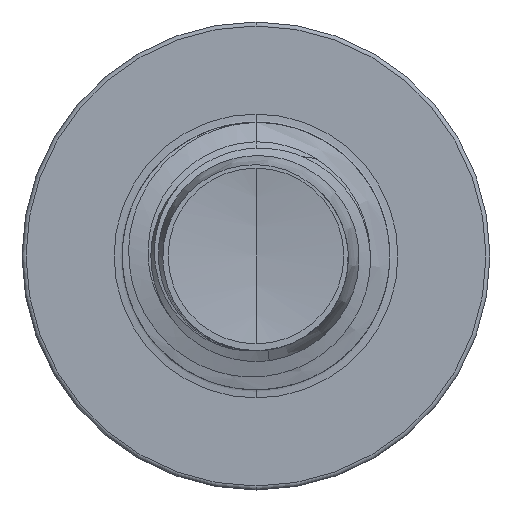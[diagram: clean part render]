
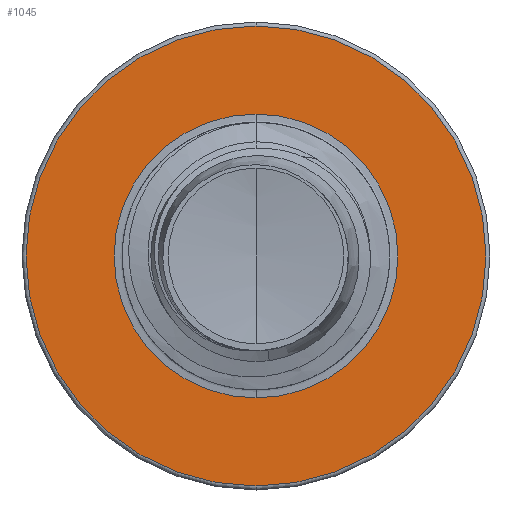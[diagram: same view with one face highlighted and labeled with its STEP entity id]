
A CAD part, front view. The second image highlights one B-rep face of the part: STEP entity #1045.
In plain terms, the highlighted planar face has unit normal (0, -1, 0).
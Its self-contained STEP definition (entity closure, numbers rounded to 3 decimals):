
#613 = EDGE_CURVE ( 'NONE', #20610, #7535, #12872, .T. ) ;
#993 = AXIS2_PLACEMENT_3D ( 'NONE', #20112, #32856, #33257 ) ;
#1035 = VERTEX_POINT ( 'NONE', #23005 ) ;
#1045 = ADVANCED_FACE ( 'NONE', ( #27968, #10813 ), #22157, .F. ) ;
#4634 = ORIENTED_EDGE ( 'NONE', *, *, #24700, .T. ) ;
#7535 = VERTEX_POINT ( 'NONE', #22527 ) ;
#8431 = DIRECTION ( 'NONE',  ( 0., 0., 1. ) ) ;
#8434 = DIRECTION ( 'NONE',  ( 0., 1., 0. ) ) ;
#8479 = CARTESIAN_POINT ( 'NONE',  ( 0., 30., 0. ) ) ;
#8581 = EDGE_CURVE ( 'NONE', #1035, #9727, #40185, .T. ) ;
#8648 = EDGE_LOOP ( 'NONE', ( #4634, #28807 ) ) ;
#9727 = VERTEX_POINT ( 'NONE', #39664 ) ;
#10813 = FACE_BOUND ( 'NONE', #8648, .T. ) ;
#10885 = CARTESIAN_POINT ( 'NONE',  ( 0., 30., 5.16 ) ) ;
#11559 = CARTESIAN_POINT ( 'NONE',  ( 0., 30., 0. ) ) ;
#12872 = CIRCLE ( 'NONE', #21564, 5.16 ) ;
#13518 = ORIENTED_EDGE ( 'NONE', *, *, #38300, .F. ) ;
#14832 = DIRECTION ( 'NONE',  ( 0., 0., 1. ) ) ;
#18395 = CARTESIAN_POINT ( 'NONE',  ( 0., 30., 0. ) ) ;
#20112 = CARTESIAN_POINT ( 'NONE',  ( 0., 30., -3.186 ) ) ;
#20610 = VERTEX_POINT ( 'NONE', #10885 ) ;
#21564 = AXIS2_PLACEMENT_3D ( 'NONE', #39912, #39992, #40165 ) ;
#21623 = DIRECTION ( 'NONE',  ( 0., 0., 1. ) ) ;
#22157 = PLANE ( 'NONE',  #993 ) ;
#22527 = CARTESIAN_POINT ( 'NONE',  ( 0., 30., -5.16 ) ) ;
#23005 = CARTESIAN_POINT ( 'NONE',  ( 0., 30., -3.186 ) ) ;
#23275 = AXIS2_PLACEMENT_3D ( 'NONE', #8479, #8434, #8431 ) ;
#24700 = EDGE_CURVE ( 'NONE', #9727, #1035, #30026, .T. ) ;
#25955 = EDGE_LOOP ( 'NONE', ( #31152, #13518 ) ) ;
#27968 = FACE_OUTER_BOUND ( 'NONE', #25955, .T. ) ;
#28035 = CIRCLE ( 'NONE', #29229, 5.16 ) ;
#28807 = ORIENTED_EDGE ( 'NONE', *, *, #8581, .T. ) ;
#29229 = AXIS2_PLACEMENT_3D ( 'NONE', #11559, #33790, #14832 ) ;
#30026 = CIRCLE ( 'NONE', #31482, 3.186 ) ;
#31152 = ORIENTED_EDGE ( 'NONE', *, *, #613, .F. ) ;
#31482 = AXIS2_PLACEMENT_3D ( 'NONE', #18395, #40171, #21623 ) ;
#32856 = DIRECTION ( 'NONE',  ( 0., 1., 0. ) ) ;
#33257 = DIRECTION ( 'NONE',  ( 0., 0., 1. ) ) ;
#33790 = DIRECTION ( 'NONE',  ( 0., 1., 0. ) ) ;
#38300 = EDGE_CURVE ( 'NONE', #7535, #20610, #28035, .T. ) ;
#39664 = CARTESIAN_POINT ( 'NONE',  ( 0., 30., 3.186 ) ) ;
#39912 = CARTESIAN_POINT ( 'NONE',  ( 0., 30., 0. ) ) ;
#39992 = DIRECTION ( 'NONE',  ( 0., 1., 0. ) ) ;
#40165 = DIRECTION ( 'NONE',  ( 0., 0., 1. ) ) ;
#40171 = DIRECTION ( 'NONE',  ( 0., 1., 0. ) ) ;
#40185 = CIRCLE ( 'NONE', #23275, 3.186 ) ;
